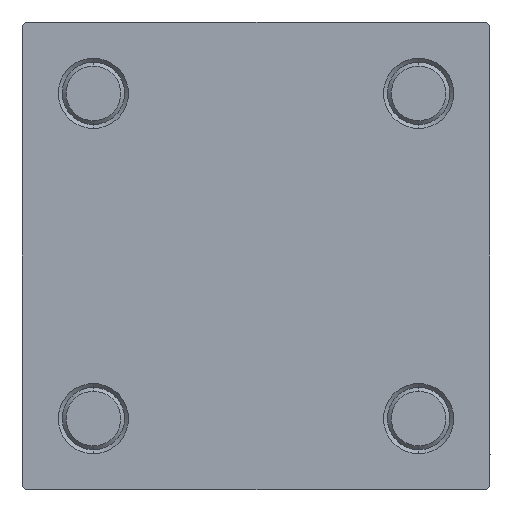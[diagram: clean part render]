
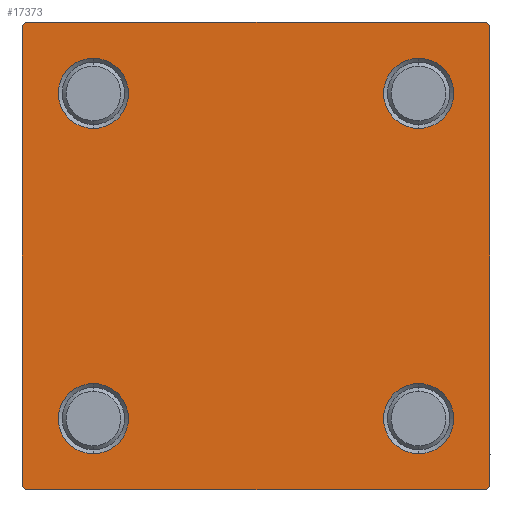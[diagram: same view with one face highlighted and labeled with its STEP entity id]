
A CAD part, left-side view. The second image highlights one B-rep face of the part: STEP entity #17373.
In plain terms, the highlighted planar face has unit normal (-1, 0, 0).
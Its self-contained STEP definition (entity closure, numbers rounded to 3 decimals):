
#30 = CARTESIAN_POINT ( 'NONE',  ( 0., -20.85, -20.85 ) ) ;
#742 = VECTOR ( 'NONE', #3733, 1000. ) ;
#1286 = CARTESIAN_POINT ( 'NONE',  ( 0., -20.85, -25.35 ) ) ;
#2879 = ORIENTED_EDGE ( 'NONE', *, *, #27117, .T. ) ;
#3125 = AXIS2_PLACEMENT_3D ( 'NONE', #32819, #47209, #47696 ) ;
#3570 = DIRECTION ( 'NONE',  ( 0., 0., 1. ) ) ;
#3673 = EDGE_CURVE ( 'NONE', #25735, #49695, #9121, .T. ) ;
#3733 = DIRECTION ( 'NONE',  ( 0., 0.707, 0.707 ) ) ;
#4145 = EDGE_CURVE ( 'NONE', #47712, #9965, #34945, .T. ) ;
#5025 = AXIS2_PLACEMENT_3D ( 'NONE', #49818, #7196, #11978 ) ;
#5198 = DIRECTION ( 'NONE',  ( 0., 0., -1. ) ) ;
#5339 = ORIENTED_EDGE ( 'NONE', *, *, #49435, .T. ) ;
#6036 = VERTEX_POINT ( 'NONE', #26357 ) ;
#6266 = DIRECTION ( 'NONE',  ( 0., 0., 1. ) ) ;
#6274 = VERTEX_POINT ( 'NONE', #46011 ) ;
#6492 = DIRECTION ( 'NONE',  ( 1., 0., 0. ) ) ;
#6877 = DIRECTION ( 'NONE',  ( 0., 0., 1. ) ) ;
#7196 = DIRECTION ( 'NONE',  ( 1., 0., 0. ) ) ;
#7352 = EDGE_CURVE ( 'NONE', #49441, #38421, #34202, .T. ) ;
#7502 = CARTESIAN_POINT ( 'NONE',  ( 0., -29.75, 29.75 ) ) ;
#7877 = EDGE_CURVE ( 'NONE', #49441, #46286, #8921, .T. ) ;
#7946 = CARTESIAN_POINT ( 'NONE',  ( 0., 20.85, 20.85 ) ) ;
#8313 = FACE_BOUND ( 'NONE', #10122, .T. ) ;
#8921 = LINE ( 'NONE', #16225, #38163 ) ;
#9121 = CIRCLE ( 'NONE', #49392, 4.5 ) ;
#9266 = VECTOR ( 'NONE', #38751, 1000. ) ;
#9573 = VERTEX_POINT ( 'NONE', #25277 ) ;
#9761 = ORIENTED_EDGE ( 'NONE', *, *, #36173, .T. ) ;
#9965 = VERTEX_POINT ( 'NONE', #41097 ) ;
#10094 = LINE ( 'NONE', #29758, #27937 ) ;
#10122 = EDGE_LOOP ( 'NONE', ( #48287, #22282 ) ) ;
#10175 = CARTESIAN_POINT ( 'NONE',  ( 0., 30., -30. ) ) ;
#10199 = AXIS2_PLACEMENT_3D ( 'NONE', #33851, #41419, #6877 ) ;
#11889 = ORIENTED_EDGE ( 'NONE', *, *, #25604, .T. ) ;
#11952 = ORIENTED_EDGE ( 'NONE', *, *, #25755, .T. ) ;
#11978 = DIRECTION ( 'NONE',  ( 0., 0., 1. ) ) ;
#12374 = CARTESIAN_POINT ( 'NONE',  ( 0., -29.75, -29.75 ) ) ;
#12551 = VERTEX_POINT ( 'NONE', #46130 ) ;
#12600 = DIRECTION ( 'NONE',  ( 0., 0., 1. ) ) ;
#12756 = CARTESIAN_POINT ( 'NONE',  ( 0., -30., 30. ) ) ;
#13404 = EDGE_CURVE ( 'NONE', #9573, #33924, #39147, .T. ) ;
#15759 = ORIENTED_EDGE ( 'NONE', *, *, #7877, .T. ) ;
#15872 = FACE_BOUND ( 'NONE', #39359, .T. ) ;
#16125 = DIRECTION ( 'NONE',  ( 0., 0., -1. ) ) ;
#16225 = CARTESIAN_POINT ( 'NONE',  ( 0., 29.75, 29.75 ) ) ;
#17373 = ADVANCED_FACE ( 'NONE', ( #15872, #46649, #8313, #46896, #39338 ), #31008, .T. ) ;
#17471 = CIRCLE ( 'NONE', #10199, 4.5 ) ;
#17711 = CIRCLE ( 'NONE', #40268, 4.5 ) ;
#18177 = AXIS2_PLACEMENT_3D ( 'NONE', #7946, #42743, #42491 ) ;
#18237 = CARTESIAN_POINT ( 'NONE',  ( 0., -29.5, 30. ) ) ;
#18439 = DIRECTION ( 'NONE',  ( 1., 0., 0. ) ) ;
#18532 = VERTEX_POINT ( 'NONE', #33832 ) ;
#18789 = ORIENTED_EDGE ( 'NONE', *, *, #49595, .T. ) ;
#19422 = EDGE_LOOP ( 'NONE', ( #5339, #41251 ) ) ;
#19602 = LINE ( 'NONE', #7502, #742 ) ;
#19834 = EDGE_CURVE ( 'NONE', #12551, #38392, #23323, .T. ) ;
#20035 = CIRCLE ( 'NONE', #3125, 4.5 ) ;
#21939 = ORIENTED_EDGE ( 'NONE', *, *, #37794, .T. ) ;
#22219 = VERTEX_POINT ( 'NONE', #47234 ) ;
#22282 = ORIENTED_EDGE ( 'NONE', *, *, #19834, .T. ) ;
#22863 = VECTOR ( 'NONE', #5198, 1000. ) ;
#23323 = CIRCLE ( 'NONE', #29753, 4.5 ) ;
#24686 = CARTESIAN_POINT ( 'NONE',  ( 0., 20.85, -20.85 ) ) ;
#25277 = CARTESIAN_POINT ( 'NONE',  ( 0., 20.85, 16.35 ) ) ;
#25604 = EDGE_CURVE ( 'NONE', #49695, #25735, #31921, .T. ) ;
#25735 = VERTEX_POINT ( 'NONE', #1286 ) ;
#25755 = EDGE_CURVE ( 'NONE', #18532, #9965, #31538, .T. ) ;
#26357 = CARTESIAN_POINT ( 'NONE',  ( 0., 30., -29.5 ) ) ;
#26644 = CARTESIAN_POINT ( 'NONE',  ( 0., 30., 30. ) ) ;
#27117 = EDGE_CURVE ( 'NONE', #6036, #6274, #10094, .T. ) ;
#27372 = CARTESIAN_POINT ( 'NONE',  ( 0., 29.5, 30. ) ) ;
#27768 = DIRECTION ( 'NONE',  ( 0., -0.707, 0.707 ) ) ;
#27937 = VECTOR ( 'NONE', #29261, 1000. ) ;
#28139 = EDGE_LOOP ( 'NONE', ( #49770, #2879, #18789, #11952, #29965, #21939, #30760, #15759 ) ) ;
#28380 = CIRCLE ( 'NONE', #5025, 4.5 ) ;
#29261 = DIRECTION ( 'NONE',  ( 0., -0.707, -0.707 ) ) ;
#29753 = AXIS2_PLACEMENT_3D ( 'NONE', #24686, #39815, #6266 ) ;
#29758 = CARTESIAN_POINT ( 'NONE',  ( 0., 29.75, -29.75 ) ) ;
#29766 = ORIENTED_EDGE ( 'NONE', *, *, #43002, .T. ) ;
#29929 = CARTESIAN_POINT ( 'NONE',  ( 0., -20.85, 20.85 ) ) ;
#29965 = ORIENTED_EDGE ( 'NONE', *, *, #4145, .F. ) ;
#30111 = CARTESIAN_POINT ( 'NONE',  ( 0., 20.85, 25.35 ) ) ;
#30760 = ORIENTED_EDGE ( 'NONE', *, *, #7352, .F. ) ;
#30976 = EDGE_CURVE ( 'NONE', #38392, #12551, #17471, .T. ) ;
#31008 = PLANE ( 'NONE',  #44896 ) ;
#31059 = CARTESIAN_POINT ( 'NONE',  ( 0., -20.85, 16.35 ) ) ;
#31538 = LINE ( 'NONE', #12374, #33502 ) ;
#31921 = CIRCLE ( 'NONE', #43190, 4.5 ) ;
#32819 = CARTESIAN_POINT ( 'NONE',  ( 0., -20.85, 20.85 ) ) ;
#33502 = VECTOR ( 'NONE', #27768, 1000. ) ;
#33708 = DIRECTION ( 'NONE',  ( 0., 0., 1. ) ) ;
#33832 = CARTESIAN_POINT ( 'NONE',  ( 0., -29.5, -30. ) ) ;
#33851 = CARTESIAN_POINT ( 'NONE',  ( 0., 20.85, -20.85 ) ) ;
#33858 = CARTESIAN_POINT ( 'NONE',  ( 0., -20.85, -16.35 ) ) ;
#33924 = VERTEX_POINT ( 'NONE', #30111 ) ;
#34202 = LINE ( 'NONE', #26644, #9266 ) ;
#34788 = CARTESIAN_POINT ( 'NONE',  ( 0., 30., 30. ) ) ;
#34945 = LINE ( 'NONE', #12756, #22863 ) ;
#35302 = LINE ( 'NONE', #34788, #37881 ) ;
#35313 = ORIENTED_EDGE ( 'NONE', *, *, #3673, .T. ) ;
#35546 = DIRECTION ( 'NONE',  ( -1., 0., 0. ) ) ;
#36173 = EDGE_CURVE ( 'NONE', #48028, #22219, #20035, .T. ) ;
#37695 = DIRECTION ( 'NONE',  ( 1., 0., 0. ) ) ;
#37794 = EDGE_CURVE ( 'NONE', #47712, #38421, #19602, .T. ) ;
#37881 = VECTOR ( 'NONE', #16125, 1000. ) ;
#37940 = CARTESIAN_POINT ( 'NONE',  ( 0., -20.85, -20.85 ) ) ;
#38163 = VECTOR ( 'NONE', #38932, 1000. ) ;
#38189 = DIRECTION ( 'NONE',  ( 0., 0., 1. ) ) ;
#38392 = VERTEX_POINT ( 'NONE', #41937 ) ;
#38421 = VERTEX_POINT ( 'NONE', #18237 ) ;
#38751 = DIRECTION ( 'NONE',  ( 0., -1., 0. ) ) ;
#38932 = DIRECTION ( 'NONE',  ( 0., 0.707, -0.707 ) ) ;
#39147 = CIRCLE ( 'NONE', #18177, 4.5 ) ;
#39338 = FACE_OUTER_BOUND ( 'NONE', #28139, .T. ) ;
#39359 = EDGE_LOOP ( 'NONE', ( #29766, #9761 ) ) ;
#39815 = DIRECTION ( 'NONE',  ( 1., 0., 0. ) ) ;
#40268 = AXIS2_PLACEMENT_3D ( 'NONE', #29929, #6492, #33708 ) ;
#40709 = LINE ( 'NONE', #10175, #42846 ) ;
#40952 = DIRECTION ( 'NONE',  ( 0., -1., 0. ) ) ;
#41097 = CARTESIAN_POINT ( 'NONE',  ( 0., -30., -29.5 ) ) ;
#41133 = EDGE_CURVE ( 'NONE', #46286, #6036, #35302, .T. ) ;
#41251 = ORIENTED_EDGE ( 'NONE', *, *, #13404, .T. ) ;
#41419 = DIRECTION ( 'NONE',  ( 1., 0., 0. ) ) ;
#41937 = CARTESIAN_POINT ( 'NONE',  ( 0., 20.85, -16.35 ) ) ;
#42491 = DIRECTION ( 'NONE',  ( 0., 0., 1. ) ) ;
#42613 = CARTESIAN_POINT ( 'NONE',  ( 0., 0., 0. ) ) ;
#42743 = DIRECTION ( 'NONE',  ( 1., 0., 0. ) ) ;
#42846 = VECTOR ( 'NONE', #40952, 1000. ) ;
#43002 = EDGE_CURVE ( 'NONE', #22219, #48028, #17711, .T. ) ;
#43190 = AXIS2_PLACEMENT_3D ( 'NONE', #30, #18439, #3570 ) ;
#43242 = EDGE_LOOP ( 'NONE', ( #11889, #35313 ) ) ;
#44571 = CARTESIAN_POINT ( 'NONE',  ( 0., -30., 29.5 ) ) ;
#44896 = AXIS2_PLACEMENT_3D ( 'NONE', #42613, #35546, #12600 ) ;
#46011 = CARTESIAN_POINT ( 'NONE',  ( 0., 29.5, -30. ) ) ;
#46130 = CARTESIAN_POINT ( 'NONE',  ( 0., 20.85, -25.35 ) ) ;
#46166 = CARTESIAN_POINT ( 'NONE',  ( 0., 30., 29.5 ) ) ;
#46286 = VERTEX_POINT ( 'NONE', #46166 ) ;
#46649 = FACE_BOUND ( 'NONE', #43242, .T. ) ;
#46896 = FACE_BOUND ( 'NONE', #19422, .T. ) ;
#47209 = DIRECTION ( 'NONE',  ( 1., 0., 0. ) ) ;
#47234 = CARTESIAN_POINT ( 'NONE',  ( 0., -20.85, 25.35 ) ) ;
#47696 = DIRECTION ( 'NONE',  ( 0., 0., 1. ) ) ;
#47712 = VERTEX_POINT ( 'NONE', #44571 ) ;
#48028 = VERTEX_POINT ( 'NONE', #31059 ) ;
#48287 = ORIENTED_EDGE ( 'NONE', *, *, #30976, .T. ) ;
#49392 = AXIS2_PLACEMENT_3D ( 'NONE', #37940, #37695, #38189 ) ;
#49435 = EDGE_CURVE ( 'NONE', #33924, #9573, #28380, .T. ) ;
#49441 = VERTEX_POINT ( 'NONE', #27372 ) ;
#49595 = EDGE_CURVE ( 'NONE', #6274, #18532, #40709, .T. ) ;
#49695 = VERTEX_POINT ( 'NONE', #33858 ) ;
#49770 = ORIENTED_EDGE ( 'NONE', *, *, #41133, .T. ) ;
#49818 = CARTESIAN_POINT ( 'NONE',  ( 0., 20.85, 20.85 ) ) ;
